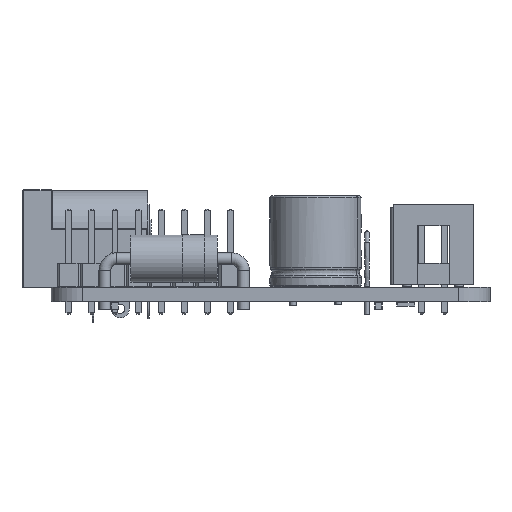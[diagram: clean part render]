
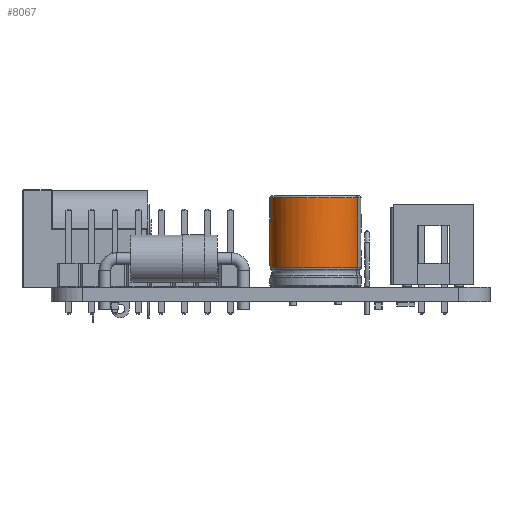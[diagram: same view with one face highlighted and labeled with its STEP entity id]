
A CAD part, left-side view. The second image highlights one B-rep face of the part: STEP entity #8067.
In plain terms, the highlighted cylindrical face has radius 5 mm (diameter 10 mm), a partial arc.
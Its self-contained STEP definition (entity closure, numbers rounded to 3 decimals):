
#7734 = VERTEX_POINT('',#7735);
#7735 = CARTESIAN_POINT('',(7.119,-1.913,
    2.135));
#7746 = EDGE_CURVE('',#7734,#7747,#7749,.T.);
#7747 = VERTEX_POINT('',#7748);
#7748 = CARTESIAN_POINT('',(7.119,1.913,2.135
    ));
#7749 = B_SPLINE_CURVE_WITH_KNOTS('',12,(#7750,#7751,#7752,#7753,#7754,
    #7755,#7756,#7757,#7758,#7759,#7760,#7761,#7762,#7763,#7764,#7765,
    #7766,#7767,#7768,#7769,#7770,#7771,#7772,#7773,#7774,#7775,#7776,
    #7777,#7778,#7779,#7780,#7781,#7782,#7783,#7784),.UNSPECIFIED.,.F.,
  .F.,(13,11,11,13),(-1.171,0.,27.489
    ,28.66),.UNSPECIFIED.);
#7750 = CARTESIAN_POINT('',(7.568,-0.831,
    2.135));
#7751 = CARTESIAN_POINT('',(7.53,-0.922,
    2.135));
#7752 = CARTESIAN_POINT('',(7.492,-1.013,
    2.135));
#7753 = CARTESIAN_POINT('',(7.455,-1.103,
    2.135));
#7754 = CARTESIAN_POINT('',(7.417,-1.194,2.135
    ));
#7755 = CARTESIAN_POINT('',(7.38,-1.284,
    2.135));
#7756 = CARTESIAN_POINT('',(7.343,-1.374,
    2.135));
#7757 = CARTESIAN_POINT('',(7.305,-1.465,
    2.135));
#7758 = CARTESIAN_POINT('',(7.268,-1.555,
    2.135));
#7759 = CARTESIAN_POINT('',(7.231,-1.644,
    2.135));
#7760 = CARTESIAN_POINT('',(7.194,-1.734,
    2.135));
#7761 = CARTESIAN_POINT('',(7.156,-1.824,
    2.135));
#7762 = CARTESIAN_POINT('',(6.249,-4.015,
    2.135));
#7763 = CARTESIAN_POINT('',(4.321,-5.717,2.135
    ));
#7764 = CARTESIAN_POINT('',(1.539,-6.391,
    2.135));
#7765 = CARTESIAN_POINT('',(-1.444,-5.514,
    2.135));
#7766 = CARTESIAN_POINT('',(-3.666,-3.325,
    2.135));
#7767 = CARTESIAN_POINT('',(-4.779,0.,
    2.135));
#7768 = CARTESIAN_POINT('',(-3.666,3.325,
    2.135));
#7769 = CARTESIAN_POINT('',(-1.444,5.514,
    2.135));
#7770 = CARTESIAN_POINT('',(1.539,6.391,2.135
    ));
#7771 = CARTESIAN_POINT('',(4.321,5.717,2.135
    ));
#7772 = CARTESIAN_POINT('',(6.249,4.015,2.135
    ));
#7773 = CARTESIAN_POINT('',(7.156,1.824,2.135
    ));
#7774 = CARTESIAN_POINT('',(7.194,1.734,2.135
    ));
#7775 = CARTESIAN_POINT('',(7.231,1.644,2.135
    ));
#7776 = CARTESIAN_POINT('',(7.268,1.555,2.135
    ));
#7777 = CARTESIAN_POINT('',(7.305,1.465,2.135
    ));
#7778 = CARTESIAN_POINT('',(7.343,1.374,2.135
    ));
#7779 = CARTESIAN_POINT('',(7.38,1.284,2.135
    ));
#7780 = CARTESIAN_POINT('',(7.417,1.194,2.135)
  );
#7781 = CARTESIAN_POINT('',(7.455,1.103,2.135
    ));
#7782 = CARTESIAN_POINT('',(7.492,1.013,2.135
    ));
#7783 = CARTESIAN_POINT('',(7.53,0.922,2.135
    ));
#7784 = CARTESIAN_POINT('',(7.568,0.831,2.135
    ));
#8067 = ADVANCED_FACE('',(#8068),#8094,.T.);
#8068 = FACE_BOUND('',#8069,.T.);
#8069 = EDGE_LOOP('',(#8070,#8081,#8087,#8088));
#8070 = ORIENTED_EDGE('',*,*,#8071,.T.);
#8071 = EDGE_CURVE('',#8072,#8074,#8076,.T.);
#8072 = VERTEX_POINT('',#8073);
#8073 = CARTESIAN_POINT('',(7.119,-1.913,9.8));
#8074 = VERTEX_POINT('',#8075);
#8075 = CARTESIAN_POINT('',(7.119,1.913,9.8));
#8076 = CIRCLE('',#8077,5.);
#8077 = AXIS2_PLACEMENT_3D('',#8078,#8079,#8080);
#8078 = CARTESIAN_POINT('',(2.5,0.,9.8));
#8079 = DIRECTION('',(0.,-0.,-1.));
#8080 = DIRECTION('',(0.924,-0.383,0.));
#8081 = ORIENTED_EDGE('',*,*,#8082,.F.);
#8082 = EDGE_CURVE('',#7747,#8074,#8083,.T.);
#8083 = LINE('',#8084,#8085);
#8084 = CARTESIAN_POINT('',(7.119,1.913,2.));
#8085 = VECTOR('',#8086,1.);
#8086 = DIRECTION('',(0.,0.,1.));
#8087 = ORIENTED_EDGE('',*,*,#7746,.F.);
#8088 = ORIENTED_EDGE('',*,*,#8089,.T.);
#8089 = EDGE_CURVE('',#7734,#8072,#8090,.T.);
#8090 = LINE('',#8091,#8092);
#8091 = CARTESIAN_POINT('',(7.119,-1.913,2.));
#8092 = VECTOR('',#8093,1.);
#8093 = DIRECTION('',(0.,0.,1.));
#8094 = CYLINDRICAL_SURFACE('',#8095,5.);
#8095 = AXIS2_PLACEMENT_3D('',#8096,#8097,#8098);
#8096 = CARTESIAN_POINT('',(2.5,0.,2.));
#8097 = DIRECTION('',(0.,0.,1.));
#8098 = DIRECTION('',(0.924,-0.383,0.));
